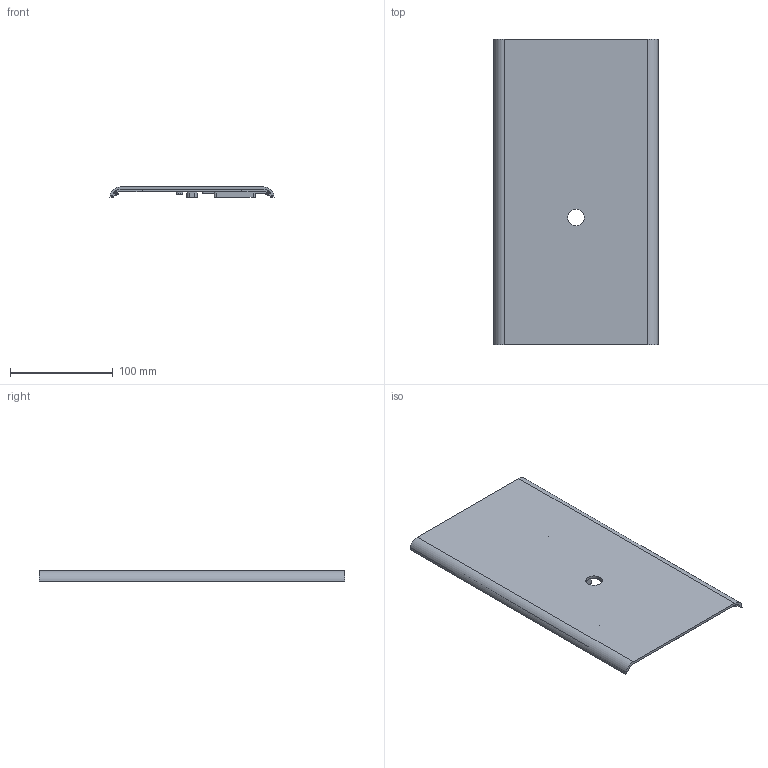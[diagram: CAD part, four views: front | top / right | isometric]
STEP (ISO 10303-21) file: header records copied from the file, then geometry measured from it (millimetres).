
FILE_DESCRIPTION (( 'STEP AP214' ), '1' );
FILE_NAME ('v13 Front Panel.STEP', '2021-07-18T17:25:50', ( '' ), ( '' ), 'SwSTEP 2.0', 'SolidWorks 2021', '' );
FILE_SCHEMA (( 'AUTOMOTIVE_DESIGN' ));
Length unit declared in the file: centimetre
Products named in the file (1): v13 Front Panel
Bounding box: 160 x 297.5 x 10 mm (x, y, z)
Volume: 176867.6 mm3; surface area: 107863.9 mm2
Topology: 1 solids, 1 shells, 205 faces, 566 edges, 355 vertices
Faces by surface type: plane 92, cylinder 87, cone 26
Entity records: 6700 total; most frequent: CARTESIAN_POINT 1155, DIRECTION 1116, ORIENTED_EDGE 1080, EDGE_CURVE 540, AXIS2_PLACEMENT_3D 380, VECTOR 356, LINE 356, VERTEX_POINT 355
